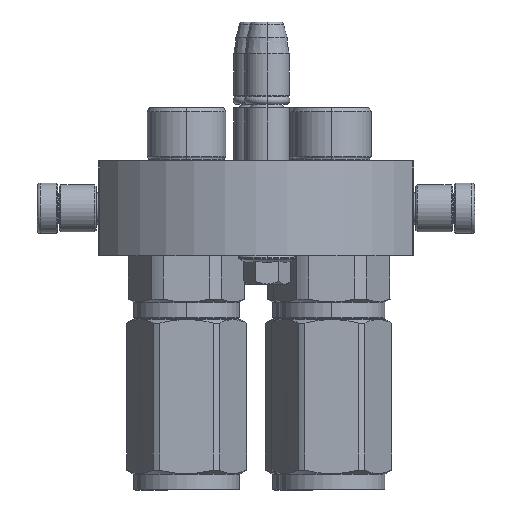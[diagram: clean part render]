
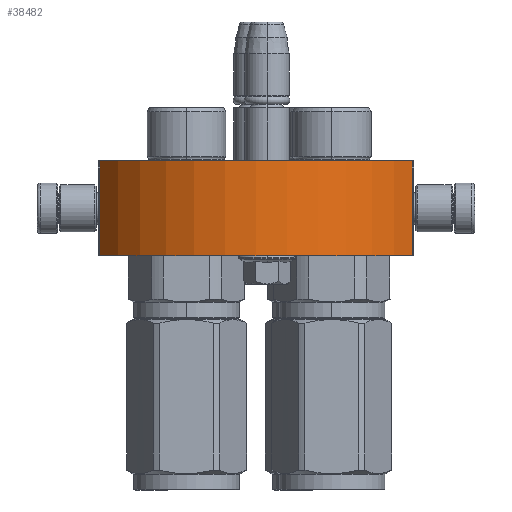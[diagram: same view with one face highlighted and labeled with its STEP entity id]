
A CAD part, left-side view. The second image highlights one B-rep face of the part: STEP entity #38482.
In plain terms, the highlighted cylindrical face has radius 57.25 mm (diameter 114.5 mm), a partial arc.
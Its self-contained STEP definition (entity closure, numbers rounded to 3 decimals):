
#296 = VECTOR ( 'NONE', #14609, 1000. ) ;
#534 = AXIS2_PLACEMENT_3D ( 'NONE', #17937, #18220, #24402 ) ;
#786 = EDGE_CURVE ( 'NONE', #24717, #11478, #28696, .T. ) ;
#1333 = LINE ( 'NONE', #27789, #296 ) ;
#2403 = VECTOR ( 'NONE', #13524, 1000. ) ;
#3683 = CARTESIAN_POINT ( 'NONE',  ( 49.5, 30., -28.763 ) ) ;
#3731 = CARTESIAN_POINT ( 'NONE',  ( 49.5, 0., -28.763 ) ) ;
#4240 = ORIENTED_EDGE ( 'NONE', *, *, #24308, .F. ) ;
#6902 = ORIENTED_EDGE ( 'NONE', *, *, #7136, .T. ) ;
#7136 = EDGE_CURVE ( 'NONE', #7850, #35687, #29455, .T. ) ;
#7397 = DIRECTION ( 'NONE',  ( 0.865, 0., -0.502 ) ) ;
#7850 = VERTEX_POINT ( 'NONE', #3731 ) ;
#8501 = FACE_OUTER_BOUND ( 'NONE', #28617, .T. ) ;
#9923 = CARTESIAN_POINT ( 'NONE',  ( -49.5, 0., -28.763 ) ) ;
#10181 = ORIENTED_EDGE ( 'NONE', *, *, #30337, .T. ) ;
#11478 = VERTEX_POINT ( 'NONE', #35752 ) ;
#11849 = ORIENTED_EDGE ( 'NONE', *, *, #786, .F. ) ;
#13524 = DIRECTION ( 'NONE',  ( 0., 1., 0. ) ) ;
#14609 = DIRECTION ( 'NONE',  ( 0., 1., 0. ) ) ;
#16704 = CARTESIAN_POINT ( 'NONE',  ( 0., 0., 0. ) ) ;
#17373 = CARTESIAN_POINT ( 'NONE',  ( 0., 30., 0. ) ) ;
#17937 = CARTESIAN_POINT ( 'NONE',  ( 0., 0., 0. ) ) ;
#18220 = DIRECTION ( 'NONE',  ( 0., -1., 0. ) ) ;
#23806 = AXIS2_PLACEMENT_3D ( 'NONE', #17373, #40243, #23977 ) ;
#23977 = DIRECTION ( 'NONE',  ( 0.865, 0., -0.502 ) ) ;
#24308 = EDGE_CURVE ( 'NONE', #7850, #24717, #1333, .T. ) ;
#24402 = DIRECTION ( 'NONE',  ( 1., 0., 0. ) ) ;
#24717 = VERTEX_POINT ( 'NONE', #3683 ) ;
#24944 = CYLINDRICAL_SURFACE ( 'NONE', #534, 57.25 ) ;
#27789 = CARTESIAN_POINT ( 'NONE',  ( 49.5, 0., -28.763 ) ) ;
#28617 = EDGE_LOOP ( 'NONE', ( #11849, #4240, #6902, #10181 ) ) ;
#28696 = CIRCLE ( 'NONE', #23806, 57.25 ) ;
#29455 = CIRCLE ( 'NONE', #35803, 57.25 ) ;
#30337 = EDGE_CURVE ( 'NONE', #35687, #11478, #34658, .T. ) ;
#32976 = CARTESIAN_POINT ( 'NONE',  ( -49.5, 0., -28.763 ) ) ;
#34658 = LINE ( 'NONE', #9923, #2403 ) ;
#35687 = VERTEX_POINT ( 'NONE', #32976 ) ;
#35752 = CARTESIAN_POINT ( 'NONE',  ( -49.5, 30., -28.763 ) ) ;
#35803 = AXIS2_PLACEMENT_3D ( 'NONE', #16704, #39547, #7397 ) ;
#38482 = ADVANCED_FACE ( 'NONE', ( #8501 ), #24944, .T. ) ;
#39547 = DIRECTION ( 'NONE',  ( 0., 1., 0. ) ) ;
#40243 = DIRECTION ( 'NONE',  ( 0., 1., 0. ) ) ;
